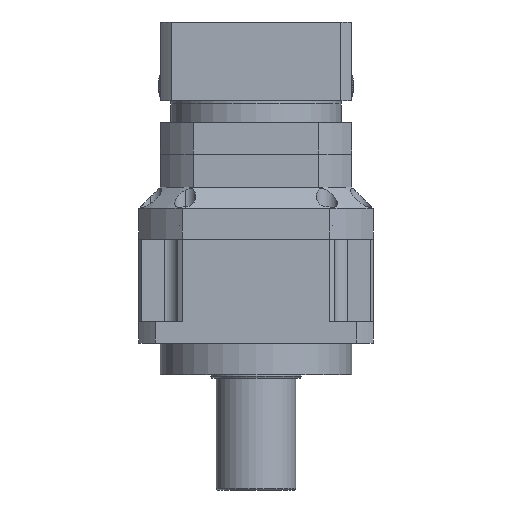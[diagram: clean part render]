
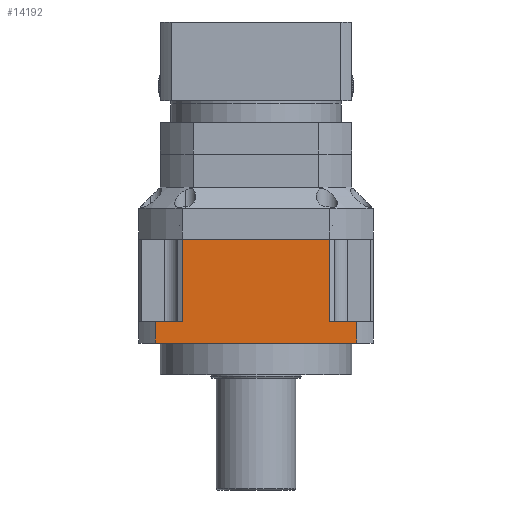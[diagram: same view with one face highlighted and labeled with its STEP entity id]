
A CAD part, front view. The second image highlights one B-rep face of the part: STEP entity #14192.
In plain terms, the highlighted planar face has unit normal (0, -1, 0).
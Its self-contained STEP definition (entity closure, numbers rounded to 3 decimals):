
#859 = CARTESIAN_POINT ( 'NONE',  ( -69.282, -110., 0. ) ) ;
#1137 = CARTESIAN_POINT ( 'NONE',  ( 94.472, -110., -77.5 ) ) ;
#1227 = DIRECTION ( 'NONE',  ( 0., -1., 0. ) ) ;
#1507 = DIRECTION ( 'NONE',  ( 0., 0., -1. ) ) ;
#1618 = CARTESIAN_POINT ( 'NONE',  ( 94.472, -110., -77.5 ) ) ;
#1910 = LINE ( 'NONE', #18967, #10960 ) ;
#2589 = DIRECTION ( 'NONE',  ( 0., 0., -1. ) ) ;
#2977 = CARTESIAN_POINT ( 'NONE',  ( -94.472, -110., -97.5 ) ) ;
#3404 = CARTESIAN_POINT ( 'NONE',  ( 94.472, -110., -77.5 ) ) ;
#3718 = EDGE_CURVE ( 'NONE', #17441, #9031, #23234, .T. ) ;
#4001 = CARTESIAN_POINT ( 'NONE',  ( -69.282, -110., 0. ) ) ;
#4029 = ORIENTED_EDGE ( 'NONE', *, *, #7351, .T. ) ;
#5126 = VECTOR ( 'NONE', #9419, 1000. ) ;
#5333 = CARTESIAN_POINT ( 'NONE',  ( -69.282, -110., -77.5 ) ) ;
#5401 = CARTESIAN_POINT ( 'NONE',  ( 69.282, -110., -77.5 ) ) ;
#6216 = LINE ( 'NONE', #8499, #13929 ) ;
#7351 = EDGE_CURVE ( 'NONE', #26758, #10513, #26247, .T. ) ;
#8282 = CARTESIAN_POINT ( 'NONE',  ( 94.472, -110., -97.5 ) ) ;
#8499 = CARTESIAN_POINT ( 'NONE',  ( 94.472, -110., -77.5 ) ) ;
#9031 = VERTEX_POINT ( 'NONE', #2977 ) ;
#9419 = DIRECTION ( 'NONE',  ( -1., 0., 0. ) ) ;
#10371 = EDGE_CURVE ( 'NONE', #22291, #20565, #1910, .T. ) ;
#10513 = VERTEX_POINT ( 'NONE', #5333 ) ;
#10649 = EDGE_CURVE ( 'NONE', #20565, #9031, #14150, .T. ) ;
#10960 = VECTOR ( 'NONE', #1507, 1000. ) ;
#11223 = EDGE_CURVE ( 'NONE', #10513, #17441, #24226, .T. ) ;
#11569 = FACE_OUTER_BOUND ( 'NONE', #15029, .T. ) ;
#11604 = DIRECTION ( 'NONE',  ( 0., 0., -1. ) ) ;
#12557 = ORIENTED_EDGE ( 'NONE', *, *, #23955, .T. ) ;
#13929 = VECTOR ( 'NONE', #14628, 1000. ) ;
#14150 = LINE ( 'NONE', #8282, #18093 ) ;
#14192 = ADVANCED_FACE ( 'NONE', ( #11569 ), #24186, .T. ) ;
#14275 = EDGE_CURVE ( 'NONE', #26758, #19705, #26348, .T. ) ;
#14493 = VERTEX_POINT ( 'NONE', #5401 ) ;
#14575 = CARTESIAN_POINT ( 'NONE',  ( 94.472, -110., -97.5 ) ) ;
#14628 = DIRECTION ( 'NONE',  ( -1., 0., 0. ) ) ;
#15029 = EDGE_LOOP ( 'NONE', ( #17278, #20396, #12557, #15826, #21411, #4029, #19594, #19795 ) ) ;
#15826 = ORIENTED_EDGE ( 'NONE', *, *, #19490, .F. ) ;
#16176 = DIRECTION ( 'NONE',  ( 0., 0., -1. ) ) ;
#16247 = VECTOR ( 'NONE', #22016, 1000. ) ;
#17278 = ORIENTED_EDGE ( 'NONE', *, *, #10649, .F. ) ;
#17441 = VERTEX_POINT ( 'NONE', #18897 ) ;
#18093 = VECTOR ( 'NONE', #20525, 1000. ) ;
#18183 = VECTOR ( 'NONE', #11604, 1000. ) ;
#18510 = VECTOR ( 'NONE', #2589, 1000. ) ;
#18897 = CARTESIAN_POINT ( 'NONE',  ( -94.472, -110., -77.5 ) ) ;
#18967 = CARTESIAN_POINT ( 'NONE',  ( 94.472, -110., -77.5 ) ) ;
#19490 = EDGE_CURVE ( 'NONE', #19705, #14493, #25824, .T. ) ;
#19594 = ORIENTED_EDGE ( 'NONE', *, *, #11223, .T. ) ;
#19705 = VERTEX_POINT ( 'NONE', #26477 ) ;
#19795 = ORIENTED_EDGE ( 'NONE', *, *, #3718, .T. ) ;
#20396 = ORIENTED_EDGE ( 'NONE', *, *, #10371, .F. ) ;
#20525 = DIRECTION ( 'NONE',  ( -1., 0., 0. ) ) ;
#20565 = VERTEX_POINT ( 'NONE', #14575 ) ;
#20797 = VECTOR ( 'NONE', #22916, 1000. ) ;
#21411 = ORIENTED_EDGE ( 'NONE', *, *, #14275, .F. ) ;
#22016 = DIRECTION ( 'NONE',  ( 0., 0., -1. ) ) ;
#22291 = VERTEX_POINT ( 'NONE', #1618 ) ;
#22916 = DIRECTION ( 'NONE',  ( 1., 0., 0. ) ) ;
#23234 = LINE ( 'NONE', #25272, #18510 ) ;
#23955 = EDGE_CURVE ( 'NONE', #22291, #14493, #6216, .T. ) ;
#24186 = PLANE ( 'NONE',  #26420 ) ;
#24226 = LINE ( 'NONE', #1137, #5126 ) ;
#25083 = CARTESIAN_POINT ( 'NONE',  ( 69.282, -110., 0. ) ) ;
#25272 = CARTESIAN_POINT ( 'NONE',  ( -94.472, -110., -77.5 ) ) ;
#25824 = LINE ( 'NONE', #25948, #16247 ) ;
#25948 = CARTESIAN_POINT ( 'NONE',  ( 69.282, -110., 0. ) ) ;
#26247 = LINE ( 'NONE', #859, #18183 ) ;
#26348 = LINE ( 'NONE', #25083, #20797 ) ;
#26420 = AXIS2_PLACEMENT_3D ( 'NONE', #3404, #1227, #16176 ) ;
#26477 = CARTESIAN_POINT ( 'NONE',  ( 69.282, -110., 0. ) ) ;
#26758 = VERTEX_POINT ( 'NONE', #4001 ) ;
